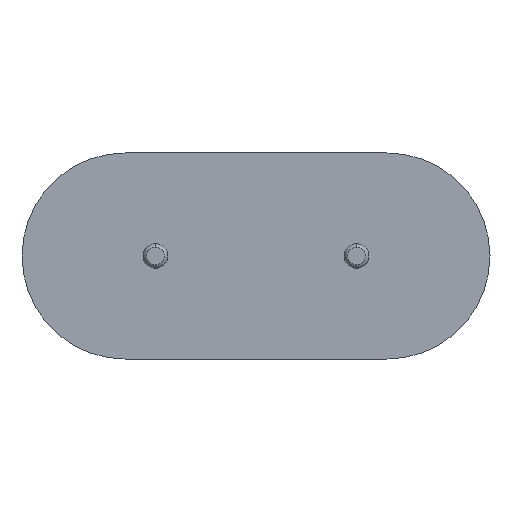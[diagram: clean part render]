
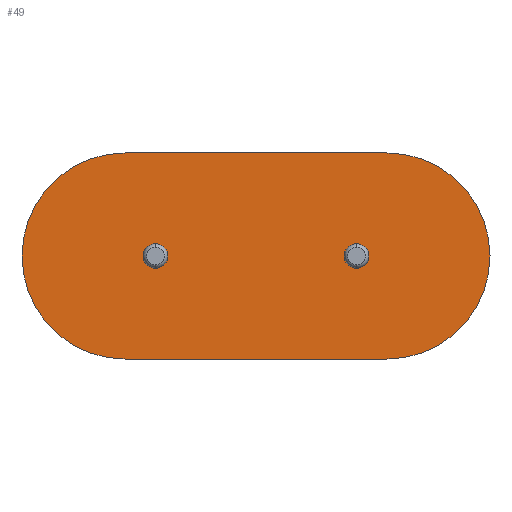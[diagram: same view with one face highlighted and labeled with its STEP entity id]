
A CAD part, front view. The second image highlights one B-rep face of the part: STEP entity #49.
In plain terms, the highlighted planar face has unit normal (0, -1, 0).
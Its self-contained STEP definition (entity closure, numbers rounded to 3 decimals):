
#27 = VERTEX_POINT ( 'NONE', #600 ) ;
#29 = EDGE_CURVE ( 'NONE', #485, #27, #145, .T. ) ;
#37 = DIRECTION ( 'NONE',  ( 1., 0., 0. ) ) ;
#44 = ORIENTED_EDGE ( 'NONE', *, *, #237, .F. ) ;
#47 = AXIS2_PLACEMENT_3D ( 'NONE', #644, #153, #852 ) ;
#49 = ADVANCED_FACE ( 'NONE', ( #863, #717, #666 ), #884, .F. ) ;
#63 = CARTESIAN_POINT ( 'NONE',  ( -2.236, 0., 0. ) ) ;
#76 = CIRCLE ( 'NONE', #582, 0.3 ) ;
#84 = CARTESIAN_POINT ( 'NONE',  ( 2.644, 0., -0.3 ) ) ;
#92 = VERTEX_POINT ( 'NONE', #823 ) ;
#98 = CARTESIAN_POINT ( 'NONE',  ( -2.971, 0., 2.5 ) ) ;
#108 = DIRECTION ( 'NONE',  ( 0., 0., 1. ) ) ;
#130 = CIRCLE ( 'NONE', #311, 0.3 ) ;
#145 = LINE ( 'NONE', #663, #526 ) ;
#153 = DIRECTION ( 'NONE',  ( 0., -1., 0. ) ) ;
#156 = EDGE_CURVE ( 'NONE', #214, #563, #130, .T. ) ;
#161 = ORIENTED_EDGE ( 'NONE', *, *, #29, .F. ) ;
#172 = CARTESIAN_POINT ( 'NONE',  ( -2.971, 0., 0. ) ) ;
#203 = CARTESIAN_POINT ( 'NONE',  ( 2.644, 0., 0.3 ) ) ;
#209 = DIRECTION ( 'NONE',  ( 0., 0., 1. ) ) ;
#214 = VERTEX_POINT ( 'NONE', #203 ) ;
#215 = VERTEX_POINT ( 'NONE', #902 ) ;
#234 = EDGE_CURVE ( 'NONE', #92, #791, #664, .T. ) ;
#237 = EDGE_CURVE ( 'NONE', #791, #92, #76, .T. ) ;
#239 = CARTESIAN_POINT ( 'NONE',  ( -2.236, 0., -0.3 ) ) ;
#276 = ORIENTED_EDGE ( 'NONE', *, *, #718, .F. ) ;
#291 = CARTESIAN_POINT ( 'NONE',  ( -2.971, 0., -2.5 ) ) ;
#304 = CIRCLE ( 'NONE', #403, 2.5 ) ;
#311 = AXIS2_PLACEMENT_3D ( 'NONE', #809, #465, #878 ) ;
#344 = EDGE_CURVE ( 'NONE', #563, #214, #736, .T. ) ;
#349 = DIRECTION ( 'NONE',  ( 0., 0., 1. ) ) ;
#371 = ORIENTED_EDGE ( 'NONE', *, *, #608, .F. ) ;
#384 = DIRECTION ( 'NONE',  ( 0., 1., 0. ) ) ;
#385 = AXIS2_PLACEMENT_3D ( 'NONE', #172, #384, #446 ) ;
#396 = CIRCLE ( 'NONE', #385, 2.5 ) ;
#403 = AXIS2_PLACEMENT_3D ( 'NONE', #619, #771, #108 ) ;
#405 = AXIS2_PLACEMENT_3D ( 'NONE', #560, #685, #349 ) ;
#423 = DIRECTION ( 'NONE',  ( 0., -1., 0. ) ) ;
#446 = DIRECTION ( 'NONE',  ( 0., 0., 1. ) ) ;
#465 = DIRECTION ( 'NONE',  ( 0., -1., 0. ) ) ;
#474 = CARTESIAN_POINT ( 'NONE',  ( -2.971, 0., 0. ) ) ;
#479 = DIRECTION ( 'NONE',  ( 0., 1., 0. ) ) ;
#485 = VERTEX_POINT ( 'NONE', #98 ) ;
#486 = EDGE_LOOP ( 'NONE', ( #721, #44 ) ) ;
#526 = VECTOR ( 'NONE', #37, 1000. ) ;
#534 = DIRECTION ( 'NONE',  ( 0., 0., 1. ) ) ;
#556 = AXIS2_PLACEMENT_3D ( 'NONE', #474, #479, #534 ) ;
#560 = CARTESIAN_POINT ( 'NONE',  ( -2.236, 0., 0. ) ) ;
#563 = VERTEX_POINT ( 'NONE', #84 ) ;
#582 = AXIS2_PLACEMENT_3D ( 'NONE', #63, #423, #209 ) ;
#600 = CARTESIAN_POINT ( 'NONE',  ( 3.379, 0., 2.5 ) ) ;
#602 = VECTOR ( 'NONE', #720, 1000. ) ;
#608 = EDGE_CURVE ( 'NONE', #757, #215, #881, .T. ) ;
#619 = CARTESIAN_POINT ( 'NONE',  ( 3.379, 0., 0. ) ) ;
#644 = CARTESIAN_POINT ( 'NONE',  ( 2.644, 0., 0. ) ) ;
#650 = ORIENTED_EDGE ( 'NONE', *, *, #803, .F. ) ;
#663 = CARTESIAN_POINT ( 'NONE',  ( -2.971, 0., 2.5 ) ) ;
#664 = CIRCLE ( 'NONE', #405, 0.3 ) ;
#666 = FACE_OUTER_BOUND ( 'NONE', #770, .T. ) ;
#685 = DIRECTION ( 'NONE',  ( 0., -1., 0. ) ) ;
#717 = FACE_BOUND ( 'NONE', #486, .T. ) ;
#718 = EDGE_CURVE ( 'NONE', #215, #485, #396, .T. ) ;
#720 = DIRECTION ( 'NONE',  ( -1., 0., 0. ) ) ;
#721 = ORIENTED_EDGE ( 'NONE', *, *, #234, .F. ) ;
#733 = CARTESIAN_POINT ( 'NONE',  ( 3.379, 0., -2.5 ) ) ;
#736 = CIRCLE ( 'NONE', #47, 0.3 ) ;
#746 = ORIENTED_EDGE ( 'NONE', *, *, #156, .F. ) ;
#747 = ORIENTED_EDGE ( 'NONE', *, *, #344, .F. ) ;
#757 = VERTEX_POINT ( 'NONE', #733 ) ;
#770 = EDGE_LOOP ( 'NONE', ( #276, #371, #650, #161 ) ) ;
#771 = DIRECTION ( 'NONE',  ( 0., 1., 0. ) ) ;
#791 = VERTEX_POINT ( 'NONE', #239 ) ;
#803 = EDGE_CURVE ( 'NONE', #27, #757, #304, .T. ) ;
#809 = CARTESIAN_POINT ( 'NONE',  ( 2.644, 0., 0. ) ) ;
#817 = EDGE_LOOP ( 'NONE', ( #746, #747 ) ) ;
#823 = CARTESIAN_POINT ( 'NONE',  ( -2.236, 0., 0.3 ) ) ;
#852 = DIRECTION ( 'NONE',  ( 0., 0., 1. ) ) ;
#863 = FACE_BOUND ( 'NONE', #817, .T. ) ;
#878 = DIRECTION ( 'NONE',  ( 0., 0., 1. ) ) ;
#881 = LINE ( 'NONE', #291, #602 ) ;
#884 = PLANE ( 'NONE',  #556 ) ;
#902 = CARTESIAN_POINT ( 'NONE',  ( -2.971, 0., -2.5 ) ) ;
